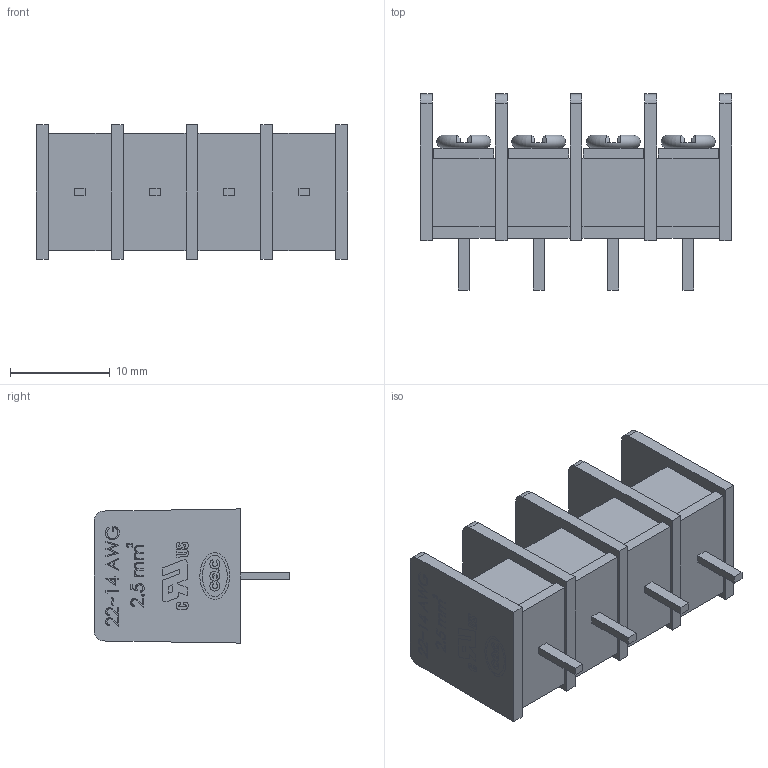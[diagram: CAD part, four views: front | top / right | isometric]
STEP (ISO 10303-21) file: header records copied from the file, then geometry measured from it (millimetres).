
FILE_DESCRIPTION (( 'STEP AP214' ), '1' );
FILE_NAME ('DEGSON DG25 300V 15A õ4.STEP', '2024-10-22T13:20:47', ( '' ), ( '' ), 'SwSTEP 2.0', 'SolidWorks 2021', '' );
FILE_SCHEMA (( 'AUTOMOTIVE_DESIGN' ));
Length unit declared in the file: millimetre
Products named in the file (1): DEGSON DG25 300V 15A õ4
Bounding box: 31.2 x 19.65 x 13.45 mm (x, y, z)
Volume: 3876.1 mm3; surface area: 3391.4 mm2
Topology: 2 solids, 2 shells, 761 faces, 2004 edges, 1320 vertices
Faces by surface type: plane 508, bspline 215, cylinder 30, torus 8
Entity records: 40890 total; most frequent: CARTESIAN_POINT 20421, ORIENTED_EDGE 4008, DIRECTION 2736, EDGE_CURVE 2004, VECTOR 1442, LINE 1442, VERTEX_POINT 1320, EDGE_LOOP 834
